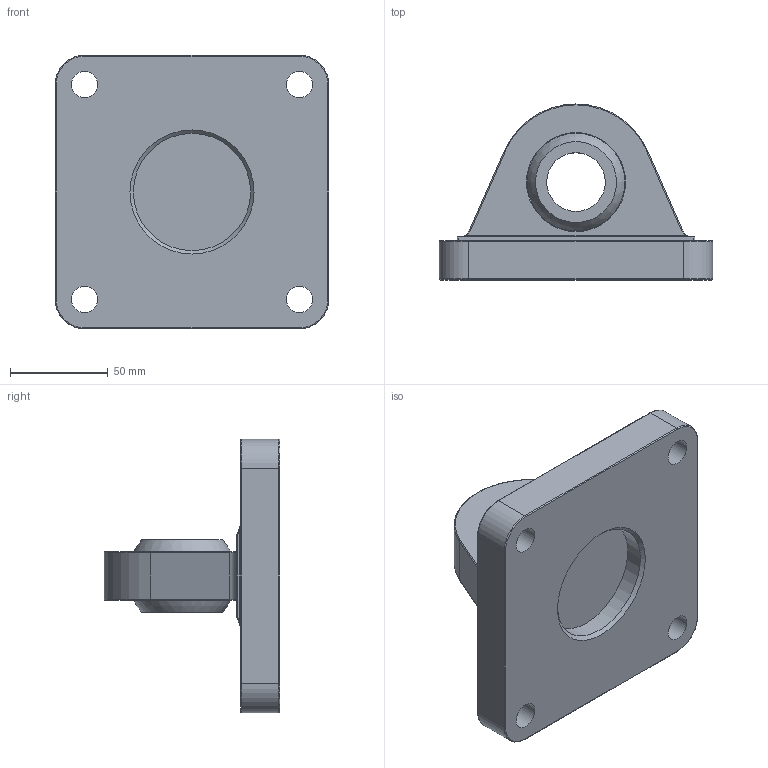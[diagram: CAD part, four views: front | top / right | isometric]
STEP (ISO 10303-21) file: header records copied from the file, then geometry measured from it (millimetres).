
FILE_DESCRIPTION(/* description */ (''),/* implementation_level */ '2;1');
FILE_NAME(/* name */ 'c-cu125.stp',/* time_stamp */ '2015-12-09T13:52:02+01:00',/* author */ (''),/* organization */ (''),/* preprocessor_version */ 'ST-DEVELOPER v15.2',/* originating_system */ 'Autodesk Translator Framework v2.0.0.5431',/* authorisation */ '');
FILE_SCHEMA (('AUTOMOTIVE_DESIGN { 1 0 10303 214 3 1 1 }'));
Length unit declared in the file: centimetre
Products named in the file (1): (Unsaved)
Bounding box: 140 x 90 x 140 mm (x, y, z)
Volume: 477376.6 mm3; surface area: 70165 mm2
Topology: 1 solids, 1 shells, 1222 faces, 3370 edges, 2202 vertices
Faces by surface type: bspline 772, plane 383, cylinder 44, torus 16, sphere 6, cone 1
Full cylindrical faces by diameter (mm): 13.5 x4, 20 x4, 30.04 x1, 60 x1
Entity records: 45685 total; most frequent: CARTESIAN_POINT 19913, ORIENTED_EDGE 6728, EDGE_CURVE 3344, DIRECTION 2826, VERTEX_POINT 2195, LINE 1698, VECTOR 1698, B_SPLINE_CURVE_WITH_KNOTS 1533
